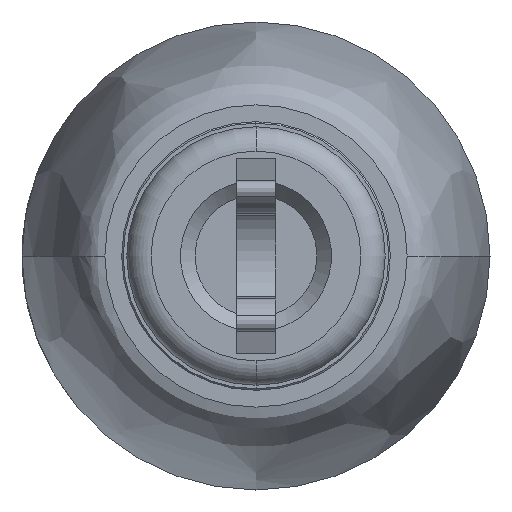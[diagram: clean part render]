
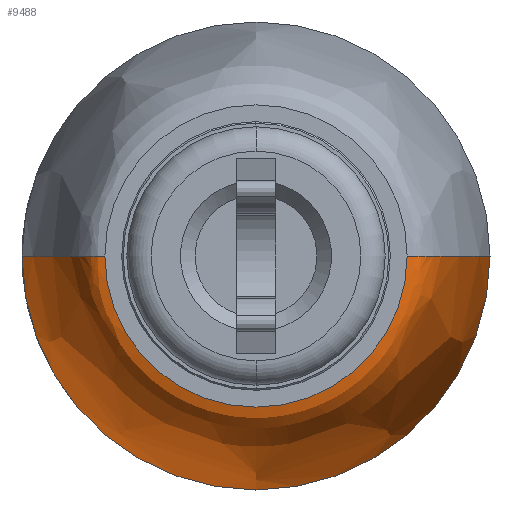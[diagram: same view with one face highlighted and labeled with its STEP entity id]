
A CAD part, left-side view. The second image highlights one B-rep face of the part: STEP entity #9488.
In plain terms, the highlighted free-form (B-spline) face has degree [3, 3] with [6, 4] control points.
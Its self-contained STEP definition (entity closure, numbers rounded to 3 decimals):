
#630 = CARTESIAN_POINT ( 'NONE',  ( -3.247, 4.294, 0. ) ) ;
#938 = EDGE_CURVE ( 'NONE', #23318, #10931, #31890, .T. ) ;
#1082 = CARTESIAN_POINT ( 'NONE',  ( -3.247, -4.294, 0. ) ) ;
#1400 = CARTESIAN_POINT ( 'NONE',  ( -5.178, 3.1, 0. ) ) ;
#2004 = B_SPLINE_CURVE_WITH_KNOTS ( 'NONE', 3,
 ( #6464, #23766, #16136, #1082, #8563, #18870 ),
 .UNSPECIFIED., .F., .F.,
 ( 4, 1, 1, 4 ),
 ( 0., 0.429, 0.529, 1. ),
 .UNSPECIFIED. ) ;
#2124 = CARTESIAN_POINT ( 'NONE',  ( 0.153, -4.759, 0. ) ) ;
#2689 = DIRECTION ( 'NONE',  ( -1., 0., 0. ) ) ;
#4116 = CARTESIAN_POINT ( 'NONE',  ( 0.153, 4.759, -9.518 ) ) ;
#4212 = CARTESIAN_POINT ( 'NONE',  ( -3.247, 4.294, 0. ) ) ;
#4430 = CARTESIAN_POINT ( 'NONE',  ( -5.178, 3.1, 0. ) ) ;
#6354 = EDGE_CURVE ( 'NONE', #10931, #14674, #8853, .T. ) ;
#6450 = CIRCLE ( 'NONE', #26752, 4.8 ) ;
#6464 = CARTESIAN_POINT ( 'NONE',  ( 3.822, -4.8, 0. ) ) ;
#6545 = CARTESIAN_POINT ( 'NONE',  ( 3.398, -4.8, -9.6 ) ) ;
#6757 = CARTESIAN_POINT ( 'NONE',  ( -3.247, -4.294, -8.588 ) ) ;
#7947 = VERTEX_POINT ( 'NONE', #18435 ) ;
#8563 = CARTESIAN_POINT ( 'NONE',  ( -5.178, -3.71, 0. ) ) ;
#8732 = ORIENTED_EDGE ( 'NONE', *, *, #10874, .T. ) ;
#8853 = CIRCLE ( 'NONE', #19680, 3.1 ) ;
#9488 = ADVANCED_FACE ( 'NONE', ( #15144 ), #17518, .F. ) ;
#9493 = CARTESIAN_POINT ( 'NONE',  ( -5.178, -3.1, 0. ) ) ;
#9805 = AXIS2_PLACEMENT_3D ( 'NONE', #30644, #2689, #25172 ) ;
#10505 = DIRECTION ( 'NONE',  ( 0., 0., 1. ) ) ;
#10874 = EDGE_CURVE ( 'NONE', #7947, #14674, #2004, .T. ) ;
#10931 = VERTEX_POINT ( 'NONE', #1400 ) ;
#11584 = CARTESIAN_POINT ( 'NONE',  ( 0.153, 4.759, 0. ) ) ;
#11812 = CARTESIAN_POINT ( 'NONE',  ( 0.153, -4.759, -9.518 ) ) ;
#11920 = CARTESIAN_POINT ( 'NONE',  ( -5.178, -3.71, 0. ) ) ;
#12827 = CARTESIAN_POINT ( 'NONE',  ( 3.822, 0., 0. ) ) ;
#13374 = CARTESIAN_POINT ( 'NONE',  ( 3.398, 4.8, 0. ) ) ;
#13898 = CARTESIAN_POINT ( 'NONE',  ( 3.822, 4.8, 0. ) ) ;
#14008 = CARTESIAN_POINT ( 'NONE',  ( 3.822, -4.8, -9.6 ) ) ;
#14674 = VERTEX_POINT ( 'NONE', #25382 ) ;
#14976 = CARTESIAN_POINT ( 'NONE',  ( 3.822, 0., -4.8 ) ) ;
#15144 = FACE_OUTER_BOUND ( 'NONE', #18158, .T. ) ;
#15796 = CARTESIAN_POINT ( 'NONE',  ( -5.178, 0., 0. ) ) ;
#16136 = CARTESIAN_POINT ( 'NONE',  ( 0.153, -4.759, 0. ) ) ;
#16517 = CARTESIAN_POINT ( 'NONE',  ( 3.398, 4.8, 0. ) ) ;
#16838 = CARTESIAN_POINT ( 'NONE',  ( -5.178, 3.1, -6.2 ) ) ;
#16961 = ORIENTED_EDGE ( 'NONE', *, *, #24015, .T. ) ;
#17518 =( BOUNDED_SURFACE ( )  B_SPLINE_SURFACE ( 3, 3, ( 
 ( #13898, #31509, #14008, #31619 ),
 ( #16517, #21606, #6545, #26700 ),
 ( #11584, #4116, #11812, #2124 ),
 ( #4212, #27249, #6757, #26930 ),
 ( #29426, #21826, #21939, #11920 ),
 ( #4430, #16838, #19483, #9493 ) ),
 .UNSPECIFIED., .F., .F., .F. ) 
 B_SPLINE_SURFACE_WITH_KNOTS ( ( 4, 1, 1, 4 ),
 ( 4, 4 ),
 ( 0., 0.429, 0.529, 1. ),
 ( 0., 1. ),
 .UNSPECIFIED. ) 
 GEOMETRIC_REPRESENTATION_ITEM ( )  RATIONAL_B_SPLINE_SURFACE ( (
 ( 1., 0.333, 0.333, 1.),
 ( 1., 0.333, 0.333, 1.),
 ( 1., 0.333, 0.333, 1.),
 ( 1., 0.333, 0.333, 1.),
 ( 1., 0.333, 0.333, 1.),
 ( 1., 0.333, 0.333, 1.) ) ) 
 REPRESENTATION_ITEM ( '' )  SURFACE ( )  );
#18158 = EDGE_LOOP ( 'NONE', ( #16961, #8732, #20673, #27389, #23068 ) ) ;
#18435 = CARTESIAN_POINT ( 'NONE',  ( 3.822, -4.8, 0. ) ) ;
#18532 = CARTESIAN_POINT ( 'NONE',  ( 0.153, 4.759, 0. ) ) ;
#18870 = CARTESIAN_POINT ( 'NONE',  ( -5.178, -3.1, 0. ) ) ;
#19483 = CARTESIAN_POINT ( 'NONE',  ( -5.178, -3.1, -6.2 ) ) ;
#19680 = AXIS2_PLACEMENT_3D ( 'NONE', #15796, #25644, #25870 ) ;
#20673 = ORIENTED_EDGE ( 'NONE', *, *, #6354, .F. ) ;
#21065 = CARTESIAN_POINT ( 'NONE',  ( -5.178, 3.1, 0. ) ) ;
#21475 = CARTESIAN_POINT ( 'NONE',  ( 3.822, 4.8, 0. ) ) ;
#21606 = CARTESIAN_POINT ( 'NONE',  ( 3.398, 4.8, -9.6 ) ) ;
#21826 = CARTESIAN_POINT ( 'NONE',  ( -5.178, 3.71, -7.421 ) ) ;
#21939 = CARTESIAN_POINT ( 'NONE',  ( -5.178, -3.71, -7.421 ) ) ;
#22845 = DIRECTION ( 'NONE',  ( -1., 0., 0. ) ) ;
#23068 = ORIENTED_EDGE ( 'NONE', *, *, #24978, .T. ) ;
#23318 = VERTEX_POINT ( 'NONE', #21475 ) ;
#23628 = CARTESIAN_POINT ( 'NONE',  ( 3.822, 4.8, 0. ) ) ;
#23766 = CARTESIAN_POINT ( 'NONE',  ( 3.398, -4.8, 0. ) ) ;
#24015 = EDGE_CURVE ( 'NONE', #32360, #7947, #26221, .T. ) ;
#24978 = EDGE_CURVE ( 'NONE', #23318, #32360, #6450, .T. ) ;
#25172 = DIRECTION ( 'NONE',  ( 0., 0., 1. ) ) ;
#25382 = CARTESIAN_POINT ( 'NONE',  ( -5.178, -3.1, 0. ) ) ;
#25644 = DIRECTION ( 'NONE',  ( -1., 0., 0. ) ) ;
#25750 = CARTESIAN_POINT ( 'NONE',  ( -5.178, 3.71, 0. ) ) ;
#25870 = DIRECTION ( 'NONE',  ( 0., 0., 1. ) ) ;
#26221 = CIRCLE ( 'NONE', #9805, 4.8 ) ;
#26700 = CARTESIAN_POINT ( 'NONE',  ( 3.398, -4.8, 0. ) ) ;
#26752 = AXIS2_PLACEMENT_3D ( 'NONE', #12827, #22845, #10505 ) ;
#26930 = CARTESIAN_POINT ( 'NONE',  ( -3.247, -4.294, 0. ) ) ;
#27249 = CARTESIAN_POINT ( 'NONE',  ( -3.247, 4.294, -8.588 ) ) ;
#27389 = ORIENTED_EDGE ( 'NONE', *, *, #938, .F. ) ;
#29426 = CARTESIAN_POINT ( 'NONE',  ( -5.178, 3.71, 0. ) ) ;
#30644 = CARTESIAN_POINT ( 'NONE',  ( 3.822, 0., 0. ) ) ;
#31509 = CARTESIAN_POINT ( 'NONE',  ( 3.822, 4.8, -9.6 ) ) ;
#31619 = CARTESIAN_POINT ( 'NONE',  ( 3.822, -4.8, 0. ) ) ;
#31890 = B_SPLINE_CURVE_WITH_KNOTS ( 'NONE', 3,
 ( #23628, #13374, #18532, #630, #25750, #21065 ),
 .UNSPECIFIED., .F., .F.,
 ( 4, 1, 1, 4 ),
 ( 0., 0.429, 0.529, 1. ),
 .UNSPECIFIED. ) ;
#32360 = VERTEX_POINT ( 'NONE', #14976 ) ;
